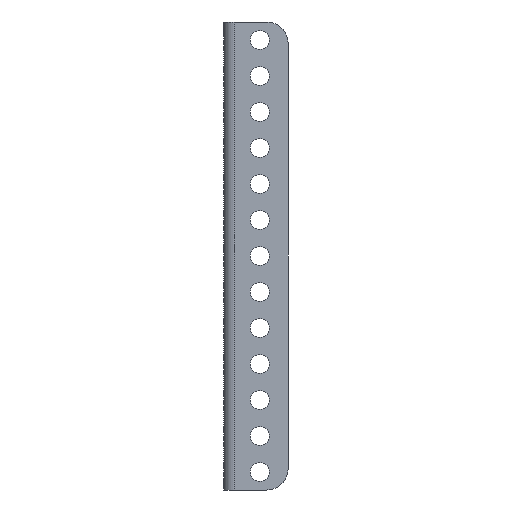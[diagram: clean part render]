
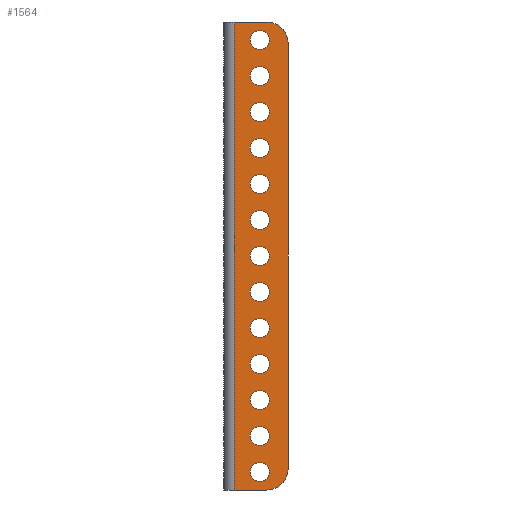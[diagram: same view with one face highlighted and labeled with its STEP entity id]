
A CAD part, left-side view. The second image highlights one B-rep face of the part: STEP entity #1564.
In plain terms, the highlighted planar face has unit normal (-1, 0, 0).
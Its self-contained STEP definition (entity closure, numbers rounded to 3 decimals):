
#140=FACE_BOUND('',#423,.T.);
#141=FACE_BOUND('',#424,.T.);
#142=FACE_BOUND('',#425,.T.);
#143=FACE_BOUND('',#426,.T.);
#144=FACE_BOUND('',#427,.T.);
#145=FACE_BOUND('',#428,.T.);
#146=FACE_BOUND('',#429,.T.);
#147=FACE_BOUND('',#430,.T.);
#148=FACE_BOUND('',#431,.T.);
#149=FACE_BOUND('',#432,.T.);
#150=FACE_BOUND('',#433,.T.);
#151=FACE_BOUND('',#434,.T.);
#152=FACE_BOUND('',#435,.T.);
#287=FACE_OUTER_BOUND('',#422,.T.);
#422=EDGE_LOOP('',(#1280,#1281,#1282,#1283,#1284,#1285));
#423=EDGE_LOOP('',(#1286));
#424=EDGE_LOOP('',(#1287));
#425=EDGE_LOOP('',(#1288));
#426=EDGE_LOOP('',(#1289));
#427=EDGE_LOOP('',(#1290));
#428=EDGE_LOOP('',(#1291));
#429=EDGE_LOOP('',(#1292));
#430=EDGE_LOOP('',(#1293));
#431=EDGE_LOOP('',(#1294));
#432=EDGE_LOOP('',(#1295));
#433=EDGE_LOOP('',(#1296));
#434=EDGE_LOOP('',(#1297));
#435=EDGE_LOOP('',(#1298));
#706=CIRCLE('',#1712,4.8);
#707=CIRCLE('',#1713,4.8);
#708=CIRCLE('',#1714,2.1);
#709=CIRCLE('',#1715,2.1);
#710=CIRCLE('',#1716,2.1);
#711=CIRCLE('',#1717,2.1);
#712=CIRCLE('',#1718,2.1);
#713=CIRCLE('',#1719,2.1);
#714=CIRCLE('',#1720,2.1);
#715=CIRCLE('',#1721,2.1);
#716=CIRCLE('',#1722,2.1);
#717=CIRCLE('',#1723,2.1);
#718=CIRCLE('',#1724,2.1);
#719=CIRCLE('',#1725,2.1);
#720=CIRCLE('',#1726,2.1);
#795=LINE('',#2384,#827);
#801=LINE('',#2405,#833);
#810=LINE('',#2534,#842);
#811=LINE('',#2537,#843);
#827=VECTOR('',#1887,7.16);
#833=VECTOR('',#1903,7.16);
#842=VECTOR('',#2032,104.);
#843=VECTOR('',#2035,94.4);
#861=VERTEX_POINT('',#2381);
#862=VERTEX_POINT('',#2383);
#871=VERTEX_POINT('',#2402);
#872=VERTEX_POINT('',#2404);
#932=VERTEX_POINT('',#2532);
#933=VERTEX_POINT('',#2535);
#934=VERTEX_POINT('',#2538);
#935=VERTEX_POINT('',#2540);
#936=VERTEX_POINT('',#2542);
#937=VERTEX_POINT('',#2544);
#938=VERTEX_POINT('',#2546);
#939=VERTEX_POINT('',#2548);
#940=VERTEX_POINT('',#2550);
#941=VERTEX_POINT('',#2552);
#942=VERTEX_POINT('',#2554);
#943=VERTEX_POINT('',#2556);
#944=VERTEX_POINT('',#2558);
#945=VERTEX_POINT('',#2560);
#946=VERTEX_POINT('',#2562);
#1023=EDGE_CURVE('',#862,#861,#795,.T.);
#1033=EDGE_CURVE('',#871,#872,#801,.T.);
#1098=EDGE_CURVE('',#932,#872,#706,.T.);
#1099=EDGE_CURVE('',#871,#862,#810,.T.);
#1100=EDGE_CURVE('',#861,#933,#707,.T.);
#1101=EDGE_CURVE('',#933,#932,#811,.T.);
#1102=EDGE_CURVE('',#934,#934,#708,.T.);
#1103=EDGE_CURVE('',#935,#935,#709,.T.);
#1104=EDGE_CURVE('',#936,#936,#710,.T.);
#1105=EDGE_CURVE('',#937,#937,#711,.T.);
#1106=EDGE_CURVE('',#938,#938,#712,.T.);
#1107=EDGE_CURVE('',#939,#939,#713,.T.);
#1108=EDGE_CURVE('',#940,#940,#714,.T.);
#1109=EDGE_CURVE('',#941,#941,#715,.T.);
#1110=EDGE_CURVE('',#942,#942,#716,.T.);
#1111=EDGE_CURVE('',#943,#943,#717,.T.);
#1112=EDGE_CURVE('',#944,#944,#718,.T.);
#1113=EDGE_CURVE('',#945,#945,#719,.T.);
#1114=EDGE_CURVE('',#946,#946,#720,.T.);
#1280=ORIENTED_EDGE('',*,*,#1098,.T.);
#1281=ORIENTED_EDGE('',*,*,#1033,.F.);
#1282=ORIENTED_EDGE('',*,*,#1099,.T.);
#1283=ORIENTED_EDGE('',*,*,#1023,.T.);
#1284=ORIENTED_EDGE('',*,*,#1100,.T.);
#1285=ORIENTED_EDGE('',*,*,#1101,.T.);
#1286=ORIENTED_EDGE('',*,*,#1102,.F.);
#1287=ORIENTED_EDGE('',*,*,#1103,.F.);
#1288=ORIENTED_EDGE('',*,*,#1104,.F.);
#1289=ORIENTED_EDGE('',*,*,#1105,.F.);
#1290=ORIENTED_EDGE('',*,*,#1106,.F.);
#1291=ORIENTED_EDGE('',*,*,#1107,.F.);
#1292=ORIENTED_EDGE('',*,*,#1108,.F.);
#1293=ORIENTED_EDGE('',*,*,#1109,.F.);
#1294=ORIENTED_EDGE('',*,*,#1110,.F.);
#1295=ORIENTED_EDGE('',*,*,#1111,.F.);
#1296=ORIENTED_EDGE('',*,*,#1112,.F.);
#1297=ORIENTED_EDGE('',*,*,#1113,.F.);
#1298=ORIENTED_EDGE('',*,*,#1114,.F.);
#1554=PLANE('',#1711);
#1564=ADVANCED_FACE('',(#287,#140,#141,#142,#143,#144,#145,#146,#147,#148,
#149,#150,#151,#152),#1554,.T.);
#1711=AXIS2_PLACEMENT_3D('',#2531,#2028,#2029);
#1712=AXIS2_PLACEMENT_3D('',#2533,#2030,#2031);
#1713=AXIS2_PLACEMENT_3D('',#2536,#2033,#2034);
#1714=AXIS2_PLACEMENT_3D('',#2539,#2036,#2037);
#1715=AXIS2_PLACEMENT_3D('',#2541,#2038,#2039);
#1716=AXIS2_PLACEMENT_3D('',#2543,#2040,#2041);
#1717=AXIS2_PLACEMENT_3D('',#2545,#2042,#2043);
#1718=AXIS2_PLACEMENT_3D('',#2547,#2044,#2045);
#1719=AXIS2_PLACEMENT_3D('',#2549,#2046,#2047);
#1720=AXIS2_PLACEMENT_3D('',#2551,#2048,#2049);
#1721=AXIS2_PLACEMENT_3D('',#2553,#2050,#2051);
#1722=AXIS2_PLACEMENT_3D('',#2555,#2052,#2053);
#1723=AXIS2_PLACEMENT_3D('',#2557,#2054,#2055);
#1724=AXIS2_PLACEMENT_3D('',#2559,#2056,#2057);
#1725=AXIS2_PLACEMENT_3D('',#2561,#2058,#2059);
#1726=AXIS2_PLACEMENT_3D('',#2563,#2060,#2061);
#1887=DIRECTION('',(0.,-1.,0.));
#1903=DIRECTION('',(0.,-1.,0.));
#2028=DIRECTION('center_axis',(-1.,0.,0.));
#2029=DIRECTION('ref_axis',(0.,0.,1.));
#2030=DIRECTION('center_axis',(-1.,0.,0.));
#2031=DIRECTION('ref_axis',(0.,-1.,0.));
#2032=DIRECTION('',(0.,0.,-1.));
#2033=DIRECTION('center_axis',(-1.,0.,0.));
#2034=DIRECTION('ref_axis',(0.,0.,-1.));
#2035=DIRECTION('',(0.,0.,1.));
#2036=DIRECTION('center_axis',(-1.,0.,0.));
#2037=DIRECTION('ref_axis',(0.,-1.,0.));
#2038=DIRECTION('center_axis',(-1.,0.,0.));
#2039=DIRECTION('ref_axis',(0.,-1.,0.));
#2040=DIRECTION('center_axis',(-1.,0.,0.));
#2041=DIRECTION('ref_axis',(0.,-1.,0.));
#2042=DIRECTION('center_axis',(-1.,0.,0.));
#2043=DIRECTION('ref_axis',(0.,-1.,0.));
#2044=DIRECTION('center_axis',(-1.,0.,0.));
#2045=DIRECTION('ref_axis',(0.,-1.,0.));
#2046=DIRECTION('center_axis',(-1.,0.,0.));
#2047=DIRECTION('ref_axis',(0.,-1.,0.));
#2048=DIRECTION('center_axis',(-1.,0.,0.));
#2049=DIRECTION('ref_axis',(0.,-1.,0.));
#2050=DIRECTION('center_axis',(-1.,0.,0.));
#2051=DIRECTION('ref_axis',(0.,-1.,0.));
#2052=DIRECTION('center_axis',(-1.,0.,0.));
#2053=DIRECTION('ref_axis',(0.,-1.,0.));
#2054=DIRECTION('center_axis',(-1.,0.,0.));
#2055=DIRECTION('ref_axis',(0.,-1.,0.));
#2056=DIRECTION('center_axis',(-1.,0.,0.));
#2057=DIRECTION('ref_axis',(0.,-1.,0.));
#2058=DIRECTION('center_axis',(-1.,0.,0.));
#2059=DIRECTION('ref_axis',(0.,-1.,0.));
#2060=DIRECTION('center_axis',(-1.,0.,0.));
#2061=DIRECTION('ref_axis',(0.,-1.,0.));
#2381=CARTESIAN_POINT('',(-16.,-9.5,-52.));
#2383=CARTESIAN_POINT('',(-16.,-2.34,-52.));
#2384=CARTESIAN_POINT('',(-16.,-2.34,-52.));
#2402=CARTESIAN_POINT('',(-16.,-2.34,52.));
#2404=CARTESIAN_POINT('',(-16.,-9.5,52.));
#2405=CARTESIAN_POINT('',(-16.,-2.34,52.));
#2531=CARTESIAN_POINT('Origin',(-16.,0.,-52.));
#2532=CARTESIAN_POINT('',(-16.,-14.3,47.2));
#2533=CARTESIAN_POINT('Origin',(-16.,-9.5,47.2));
#2534=CARTESIAN_POINT('',(-16.,-2.34,52.));
#2535=CARTESIAN_POINT('',(-16.,-14.3,-47.2));
#2536=CARTESIAN_POINT('Origin',(-16.,-9.5,-47.2));
#2537=CARTESIAN_POINT('',(-16.,-14.3,-47.2));
#2538=CARTESIAN_POINT('',(-16.,-5.9,48.));
#2539=CARTESIAN_POINT('Origin',(-16.,-8.,48.));
#2540=CARTESIAN_POINT('',(-16.,-5.9,40.));
#2541=CARTESIAN_POINT('Origin',(-16.,-8.,40.));
#2542=CARTESIAN_POINT('',(-16.,-5.9,32.));
#2543=CARTESIAN_POINT('Origin',(-16.,-8.,32.));
#2544=CARTESIAN_POINT('',(-16.,-5.9,24.));
#2545=CARTESIAN_POINT('Origin',(-16.,-8.,24.));
#2546=CARTESIAN_POINT('',(-16.,-5.9,16.));
#2547=CARTESIAN_POINT('Origin',(-16.,-8.,16.));
#2548=CARTESIAN_POINT('',(-16.,-5.9,8.));
#2549=CARTESIAN_POINT('Origin',(-16.,-8.,8.));
#2550=CARTESIAN_POINT('',(-16.,-5.9,0.));
#2551=CARTESIAN_POINT('Origin',(-16.,-8.,0.));
#2552=CARTESIAN_POINT('',(-16.,-5.9,-8.));
#2553=CARTESIAN_POINT('Origin',(-16.,-8.,-8.));
#2554=CARTESIAN_POINT('',(-16.,-5.9,-16.));
#2555=CARTESIAN_POINT('Origin',(-16.,-8.,-16.));
#2556=CARTESIAN_POINT('',(-16.,-5.9,-24.));
#2557=CARTESIAN_POINT('Origin',(-16.,-8.,-24.));
#2558=CARTESIAN_POINT('',(-16.,-5.9,-32.));
#2559=CARTESIAN_POINT('Origin',(-16.,-8.,-32.));
#2560=CARTESIAN_POINT('',(-16.,-5.9,-40.));
#2561=CARTESIAN_POINT('Origin',(-16.,-8.,-40.));
#2562=CARTESIAN_POINT('',(-16.,-5.9,-48.));
#2563=CARTESIAN_POINT('Origin',(-16.,-8.,-48.));
